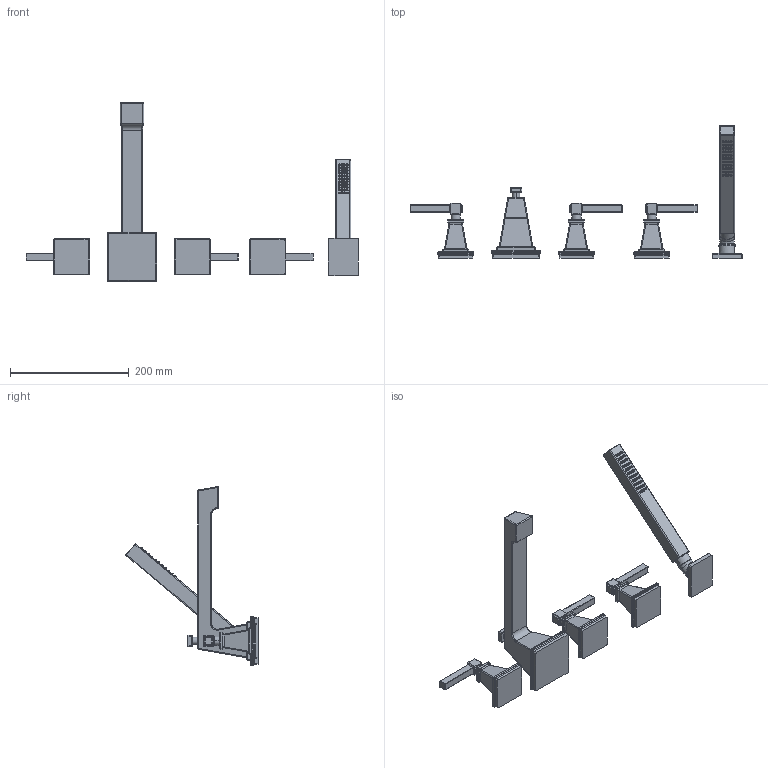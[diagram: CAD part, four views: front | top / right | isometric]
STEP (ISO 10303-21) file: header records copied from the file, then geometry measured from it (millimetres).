
FILE_DESCRIPTION((''),'2;1');
FILE_NAME('3-3147','2021-07-19T10:19:19',('rsmith'),(''),'CREO PARAMETRIC BY PTC INC, 2018400','CREO PARAMETRIC BY PTC INC, 2018400','');
FILE_SCHEMA(('AUTOMOTIVE_DESIGN { 1 0 10303 214 1 1 1 1 }'));
Products named in the file (1): 3-3147
Bounding box: 559.22 x 222.8 x 301.32 mm (x, y, z)
Volume: 978462.4 mm3; surface area: 162220.9 mm2
Topology: 8 solids, 9 shells, 1604 faces, 3562 edges, 2133 vertices
Faces by surface type: cylinder 524, bspline 499, plane 286, cone 156, torus 83, sphere 56
Entity records: 97859 total; most frequent: CARTESIAN_POINT 44440, ORIENTED_EDGE 7124, DIRECTION 6197, PRESENTATION_STYLE_ASSIGNMENT 4883, STYLED_ITEM 3570, CURVE_STYLE 3562, EDGE_CURVE 3562, AXIS2_PLACEMENT_3D 2500
